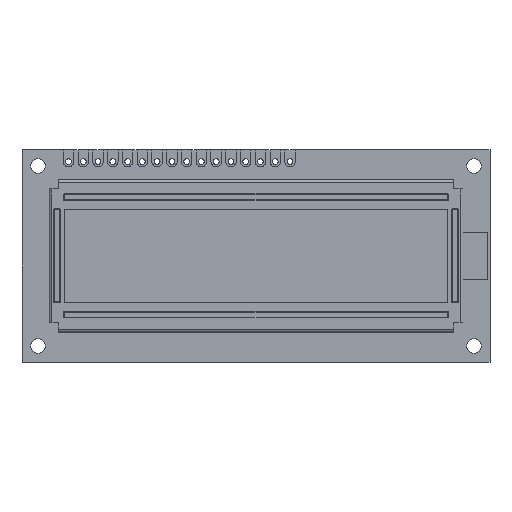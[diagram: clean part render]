
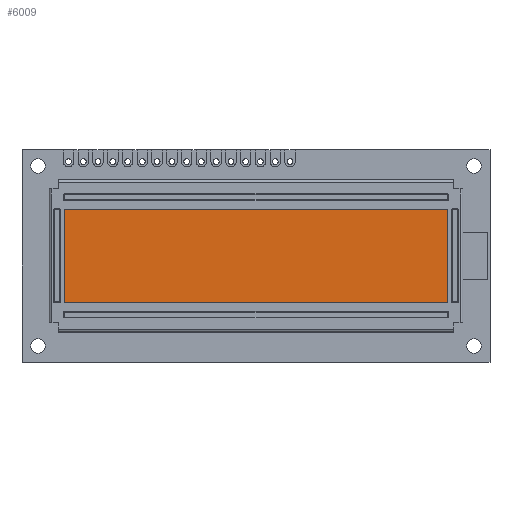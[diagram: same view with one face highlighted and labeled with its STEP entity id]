
A CAD part, top view. The second image highlights one B-rep face of the part: STEP entity #6009.
In plain terms, the highlighted planar face has unit normal (0, 0, 1).
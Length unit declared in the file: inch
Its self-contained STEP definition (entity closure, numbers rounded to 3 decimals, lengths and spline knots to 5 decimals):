
#135 = FACE_OUTER_BOUND ( 'NONE', #5289, .T. ) ;
#136 = DIRECTION ( 'NONE',  ( 0., -1., 0. ) ) ;
#137 = VECTOR ( 'NONE', #136, 39.37008 ) ;
#138 = CARTESIAN_POINT ( 'NONE',  ( -1.31921, 0.33496, 0.374 ) ) ;
#139 = LINE ( 'NONE', #138, #137 ) ;
#141 = DIRECTION ( 'NONE',  ( -1., 0., 0. ) ) ;
#142 = VECTOR ( 'NONE', #141, 39.37008 ) ;
#143 = CARTESIAN_POINT ( 'NONE',  ( 1.31921, 0.33496, 0.374 ) ) ;
#144 = LINE ( 'NONE', #143, #142 ) ;
#145 = CARTESIAN_POINT ( 'NONE',  ( -1.31921, -0.33496, 0.374 ) ) ;
#171 = DIRECTION ( 'NONE',  ( 1., 0., 0. ) ) ;
#172 = DIRECTION ( 'NONE',  ( 0., 0., 1. ) ) ;
#173 = CARTESIAN_POINT ( 'NONE',  ( -1.31921, 0.33496, 0.374 ) ) ;
#174 = AXIS2_PLACEMENT_3D ( 'NONE', #173, #172, #171 ) ;
#176 = PLANE ( 'NONE',  #174 ) ;
#5145 = VERTEX_POINT ( 'NONE', #8697 ) ;
#5147 = VERTEX_POINT ( 'NONE', #8696 ) ;
#5152 = EDGE_CURVE ( 'NONE', #5147, #5145, #8695, .T. ) ;
#5158 = VERTEX_POINT ( 'NONE', #8728 ) ;
#5166 = EDGE_CURVE ( 'NONE', #6005, #5147, #8793, .T. ) ;
#5289 = EDGE_LOOP ( 'NONE', ( #6094, #6119, #6125, #6168 ) ) ;
#6005 = VERTEX_POINT ( 'NONE', #145 ) ;
#6006 = EDGE_CURVE ( 'NONE', #5145, #5158, #144, .T. ) ;
#6007 = EDGE_CURVE ( 'NONE', #5158, #6005, #139, .T. ) ;
#6009 = ADVANCED_FACE ( 'NONE', ( #135 ), #176, .T. ) ;
#6094 = ORIENTED_EDGE ( 'NONE', *, *, #6006, .T. ) ;
#6119 = ORIENTED_EDGE ( 'NONE', *, *, #6007, .T. ) ;
#6125 = ORIENTED_EDGE ( 'NONE', *, *, #5166, .T. ) ;
#6168 = ORIENTED_EDGE ( 'NONE', *, *, #5152, .T. ) ;
#8692 = DIRECTION ( 'NONE',  ( 0., 1., 0. ) ) ;
#8693 = VECTOR ( 'NONE', #8692, 39.37008 ) ;
#8694 = CARTESIAN_POINT ( 'NONE',  ( 1.31921, -0.33496, 0.374 ) ) ;
#8695 = LINE ( 'NONE', #8694, #8693 ) ;
#8696 = CARTESIAN_POINT ( 'NONE',  ( 1.31921, -0.33496, 0.374 ) ) ;
#8697 = CARTESIAN_POINT ( 'NONE',  ( 1.31921, 0.33496, 0.374 ) ) ;
#8728 = CARTESIAN_POINT ( 'NONE',  ( -1.31921, 0.33496, 0.374 ) ) ;
#8786 = DIRECTION ( 'NONE',  ( 1., 0., 0. ) ) ;
#8787 = VECTOR ( 'NONE', #8786, 39.37008 ) ;
#8788 = CARTESIAN_POINT ( 'NONE',  ( -1.31921, -0.33496, 0.374 ) ) ;
#8793 = LINE ( 'NONE', #8788, #8787 ) ;
